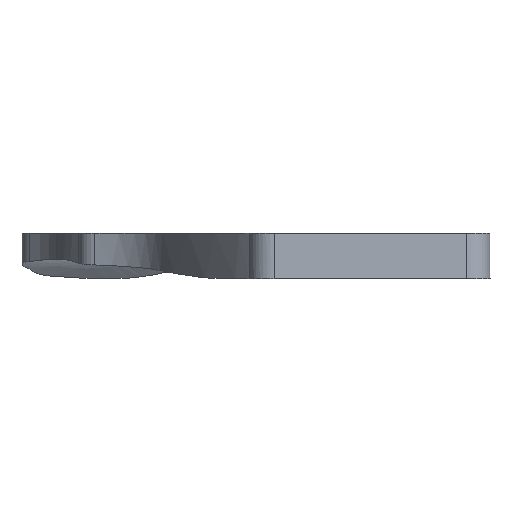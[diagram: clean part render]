
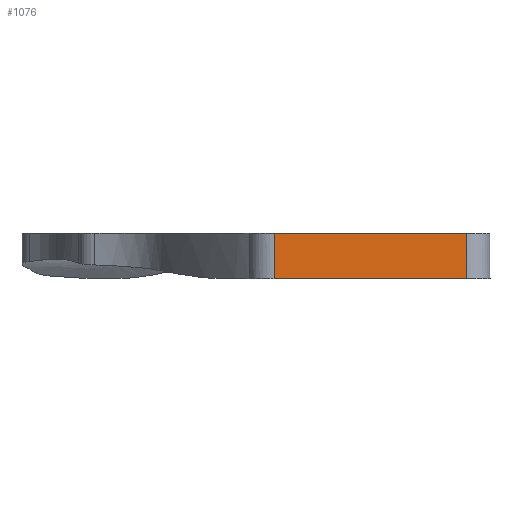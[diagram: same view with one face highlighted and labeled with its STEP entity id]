
A CAD part, front view. The second image highlights one B-rep face of the part: STEP entity #1076.
In plain terms, the highlighted planar face has unit normal (0.037, -0.999, 0).
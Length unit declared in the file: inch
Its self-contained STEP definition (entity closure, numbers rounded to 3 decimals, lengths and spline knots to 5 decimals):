
#84 = DIRECTION ( 'NONE',  ( 0., 0., -1. ) ) ;
#85 = VECTOR ( 'NONE', #84, 39.37008 ) ;
#86 = CARTESIAN_POINT ( 'NONE',  ( 1.38501, -3.95207, 0.28 ) ) ;
#87 = LINE ( 'NONE', #86, #85 ) ;
#145 = CARTESIAN_POINT ( 'NONE',  ( 0.20692, -3.99629, 0.28 ) ) ;
#146 = CARTESIAN_POINT ( 'NONE',  ( 0.59962, -3.98155, 0.28019 ) ) ;
#147 = CARTESIAN_POINT ( 'NONE',  ( 0.99231, -3.96681, 0.28036 ) ) ;
#148 = CARTESIAN_POINT ( 'NONE',  ( 1.38501, -3.95207, 0.28052 ) ) ;
#151 = B_SPLINE_CURVE_WITH_KNOTS ( 'NONE', 3,
 ( #148, #147, #146, #145 ),
 .UNSPECIFIED., .F., .F.,
 ( 4, 4 ),
 ( 0., 0.02994 ),
 .UNSPECIFIED. ) ;
#153 = CARTESIAN_POINT ( 'NONE',  ( 0.20692, -3.99629, 0.28 ) ) ;
#742 = VERTEX_POINT ( 'NONE', #1277 ) ;
#743 = VERTEX_POINT ( 'NONE', #1276 ) ;
#1076 = ADVANCED_FACE ( 'NONE', ( #1976 ), #1978, .F. ) ;
#1105 = ORIENTED_EDGE ( 'NONE', *, *, #1106, .F. ) ;
#1106 = EDGE_CURVE ( 'NONE', #1118, #742, #1870, .T. ) ;
#1118 = VERTEX_POINT ( 'NONE', #2277 ) ;
#1119 = ORIENTED_EDGE ( 'NONE', *, *, #1120, .F. ) ;
#1120 = EDGE_CURVE ( 'NONE', #1142, #1118, #2276, .T. ) ;
#1122 = EDGE_LOOP ( 'NONE', ( #1135, #1105, #1119, #1143 ) ) ;
#1135 = ORIENTED_EDGE ( 'NONE', *, *, #1136, .F. ) ;
#1136 = EDGE_CURVE ( 'NONE', #742, #743, #87, .T. ) ;
#1142 = VERTEX_POINT ( 'NONE', #153 ) ;
#1143 = ORIENTED_EDGE ( 'NONE', *, *, #1144, .F. ) ;
#1144 = EDGE_CURVE ( 'NONE', #743, #1142, #151, .T. ) ;
#1276 = CARTESIAN_POINT ( 'NONE',  ( 1.38501, -3.95207, 0.28052 ) ) ;
#1277 = CARTESIAN_POINT ( 'NONE',  ( 1.38501, -3.95207, 0.56 ) ) ;
#1867 = DIRECTION ( 'NONE',  ( 0.999, 0.038, 0. ) ) ;
#1868 = VECTOR ( 'NONE', #1867, 39.37008 ) ;
#1869 = CARTESIAN_POINT ( 'NONE',  ( 0.06419, -4.00165, 0.56 ) ) ;
#1870 = LINE ( 'NONE', #1869, #1868 ) ;
#1889 = DIRECTION ( 'NONE',  ( -0.999, -0.038, 0. ) ) ;
#1890 = DIRECTION ( 'NONE',  ( -0.038, 0.999, 0. ) ) ;
#1891 = CARTESIAN_POINT ( 'NONE',  ( 0.06419, -4.00165, 0.28 ) ) ;
#1892 = AXIS2_PLACEMENT_3D ( 'NONE', #1891, #1890, #1889 ) ;
#1976 = FACE_OUTER_BOUND ( 'NONE', #1122, .T. ) ;
#1978 = PLANE ( 'NONE',  #1892 ) ;
#2273 = DIRECTION ( 'NONE',  ( 0., 0., 1. ) ) ;
#2274 = VECTOR ( 'NONE', #2273, 39.37008 ) ;
#2275 = CARTESIAN_POINT ( 'NONE',  ( 0.20692, -3.99629, 0.28 ) ) ;
#2276 = LINE ( 'NONE', #2275, #2274 ) ;
#2277 = CARTESIAN_POINT ( 'NONE',  ( 0.20692, -3.99629, 0.56 ) ) ;
